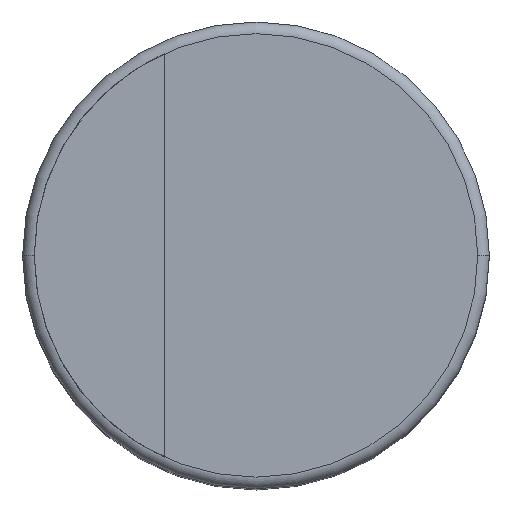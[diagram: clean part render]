
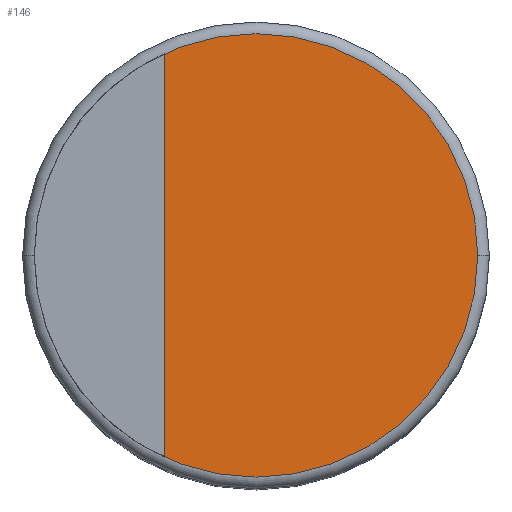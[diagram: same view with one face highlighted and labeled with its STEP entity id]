
A CAD part, top view. The second image highlights one B-rep face of the part: STEP entity #146.
In plain terms, the highlighted planar face has unit normal (0, 0, 1).
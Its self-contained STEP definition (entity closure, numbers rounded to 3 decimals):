
#68 = DIRECTION ( 'NONE',  ( 0., 0., -1. ) ) ;
#78 = CARTESIAN_POINT ( 'NONE',  ( 0., 0., 11.5 ) ) ;
#146 = ADVANCED_FACE ( 'NONE', ( #847 ), #552, .T. ) ;
#254 = ORIENTED_EDGE ( 'NONE', *, *, #835, .F. ) ;
#267 = DIRECTION ( 'NONE',  ( 0., 0., -1. ) ) ;
#271 = DIRECTION ( 'NONE',  ( -1., 0., 0. ) ) ;
#286 = CIRCLE ( 'NONE', #889, 3.8 ) ;
#359 = CARTESIAN_POINT ( 'NONE',  ( 0., 0., 11.5 ) ) ;
#405 = CARTESIAN_POINT ( 'NONE',  ( -3.8, 0., 11.5 ) ) ;
#426 = CIRCLE ( 'NONE', #646, 3.8 ) ;
#428 = VERTEX_POINT ( 'NONE', #699 ) ;
#483 = DIRECTION ( 'NONE',  ( 0., 0., 1. ) ) ;
#552 = PLANE ( 'NONE',  #759 ) ;
#553 = EDGE_LOOP ( 'NONE', ( #254, #786 ) ) ;
#646 = AXIS2_PLACEMENT_3D ( 'NONE', #359, #267, #854 ) ;
#684 = DIRECTION ( 'NONE',  ( 1., 0., 0. ) ) ;
#699 = CARTESIAN_POINT ( 'NONE',  ( 3.8, 0., 11.5 ) ) ;
#717 = VERTEX_POINT ( 'NONE', #405 ) ;
#759 = AXIS2_PLACEMENT_3D ( 'NONE', #769, #483, #684 ) ;
#769 = CARTESIAN_POINT ( 'NONE',  ( 0., 0., 11.5 ) ) ;
#786 = ORIENTED_EDGE ( 'NONE', *, *, #899, .F. ) ;
#835 = EDGE_CURVE ( 'NONE', #717, #428, #286, .T. ) ;
#847 = FACE_OUTER_BOUND ( 'NONE', #553, .T. ) ;
#854 = DIRECTION ( 'NONE',  ( -1., 0., 0. ) ) ;
#889 = AXIS2_PLACEMENT_3D ( 'NONE', #78, #68, #271 ) ;
#899 = EDGE_CURVE ( 'NONE', #428, #717, #426, .T. ) ;
